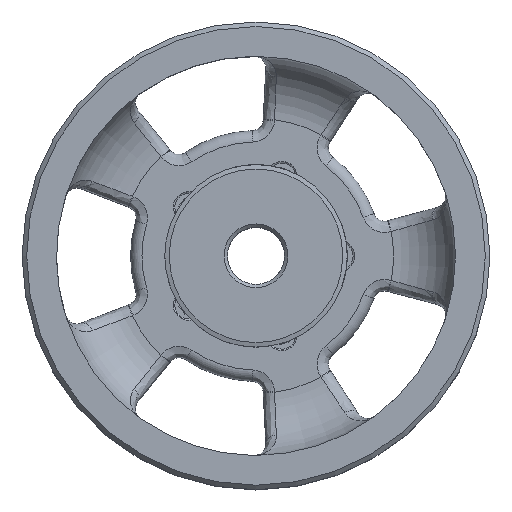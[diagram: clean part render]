
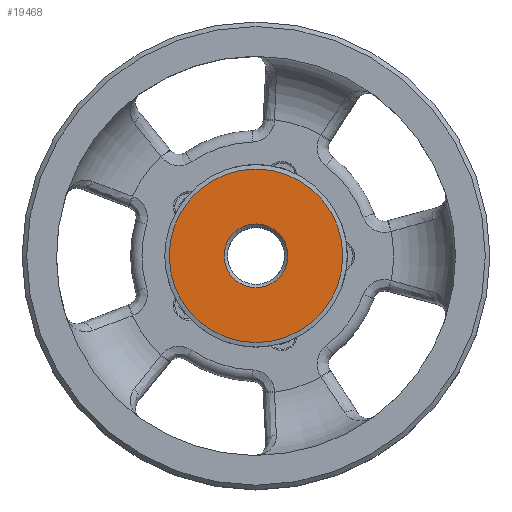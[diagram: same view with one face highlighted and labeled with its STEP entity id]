
A CAD part, top view. The second image highlights one B-rep face of the part: STEP entity #19468.
In plain terms, the highlighted face is planar.
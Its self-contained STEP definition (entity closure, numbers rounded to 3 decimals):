
#655=FACE_BOUND('',#2476,.T.);
#671=PLANE('',#20736);
#1402=FACE_OUTER_BOUND('',#2475,.T.);
#2475=EDGE_LOOP('',(#13466));
#2476=EDGE_LOOP('',(#13467));
#7774=CIRCLE('',#20735,7.61);
#7775=CIRCLE('',#20737,2.8);
#8358=VERTEX_POINT('',#29545);
#8359=VERTEX_POINT('',#29549);
#10378=EDGE_CURVE('',#8358,#8358,#7774,.T.);
#10379=EDGE_CURVE('',#8359,#8359,#7775,.F.);
#13466=ORIENTED_EDGE('',*,*,#10378,.T.);
#13467=ORIENTED_EDGE('',*,*,#10379,.T.);
#19468=ADVANCED_FACE('',(#1402,#655),#671,.T.);
#20735=AXIS2_PLACEMENT_3D('',#29547,#22711,#22712);
#20736=AXIS2_PLACEMENT_3D('',#29548,#22713,#22714);
#20737=AXIS2_PLACEMENT_3D('',#29550,#22715,#22716);
#22711=DIRECTION('center_axis',(-1.,0.,0.));
#22712=DIRECTION('ref_axis',(0.,0.,1.));
#22713=DIRECTION('center_axis',(-1.,0.,0.));
#22714=DIRECTION('ref_axis',(0.,0.,1.));
#22715=DIRECTION('center_axis',(-1.,0.,0.));
#22716=DIRECTION('ref_axis',(0.,0.,1.));
#29545=CARTESIAN_POINT('',(0.,0.,7.61));
#29547=CARTESIAN_POINT('Origin',(0.,0.,0.));
#29548=CARTESIAN_POINT('Origin',(0.,0.,0.));
#29549=CARTESIAN_POINT('',(0.,0.,
-2.8));
#29550=CARTESIAN_POINT('Origin',(0.,0.,0.));
